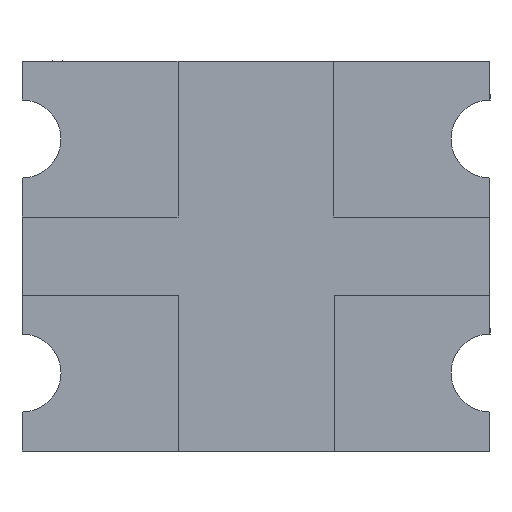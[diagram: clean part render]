
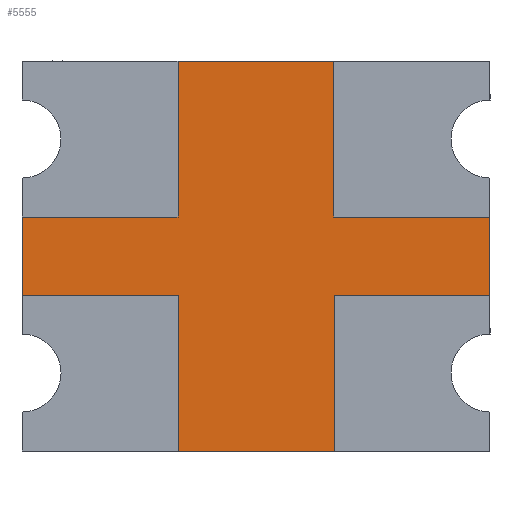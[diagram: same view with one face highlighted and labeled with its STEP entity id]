
A CAD part, front view. The second image highlights one B-rep face of the part: STEP entity #5555.
In plain terms, the highlighted planar face has unit normal (0, -1, 0).
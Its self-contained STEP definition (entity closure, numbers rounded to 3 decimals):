
#5088 = VERTEX_POINT ( 'NONE', #9580 ) ;
#5094 = VERTEX_POINT ( 'NONE', #9633 ) ;
#5096 = EDGE_CURVE ( 'NONE', #5094, #5088, #9632, .T. ) ;
#5476 = ORIENTED_EDGE ( 'NONE', *, *, #5477, .F. ) ;
#5477 = EDGE_CURVE ( 'NONE', #5478, #5563, #10729, .T. ) ;
#5478 = VERTEX_POINT ( 'NONE', #10724 ) ;
#5479 = ORIENTED_EDGE ( 'NONE', *, *, #8340, .F. ) ;
#5526 = EDGE_CURVE ( 'NONE', #5551, #5527, #10962, .T. ) ;
#5527 = VERTEX_POINT ( 'NONE', #10954 ) ;
#5528 = ORIENTED_EDGE ( 'NONE', *, *, #5529, .T. ) ;
#5529 = EDGE_CURVE ( 'NONE', #5527, #5530, #10953, .T. ) ;
#5530 = VERTEX_POINT ( 'NONE', #10947 ) ;
#5531 = ORIENTED_EDGE ( 'NONE', *, *, #5532, .F. ) ;
#5532 = EDGE_CURVE ( 'NONE', #5559, #5530, #10944, .T. ) ;
#5539 = ORIENTED_EDGE ( 'NONE', *, *, #5096, .F. ) ;
#5540 = ORIENTED_EDGE ( 'NONE', *, *, #5541, .T. ) ;
#5541 = EDGE_CURVE ( 'NONE', #5094, #5542, #10982, .T. ) ;
#5542 = VERTEX_POINT ( 'NONE', #10970 ) ;
#5543 = ORIENTED_EDGE ( 'NONE', *, *, #5544, .T. ) ;
#5544 = EDGE_CURVE ( 'NONE', #5542, #5545, #10971, .T. ) ;
#5545 = VERTEX_POINT ( 'NONE', #11072 ) ;
#5546 = ORIENTED_EDGE ( 'NONE', *, *, #5547, .T. ) ;
#5547 = EDGE_CURVE ( 'NONE', #5545, #5548, #11069, .T. ) ;
#5548 = VERTEX_POINT ( 'NONE', #11065 ) ;
#5549 = ORIENTED_EDGE ( 'NONE', *, *, #5550, .F. ) ;
#5550 = EDGE_CURVE ( 'NONE', #5551, #5548, #11063, .T. ) ;
#5551 = VERTEX_POINT ( 'NONE', #11058 ) ;
#5552 = ORIENTED_EDGE ( 'NONE', *, *, #5526, .T. ) ;
#5555 = ADVANCED_FACE ( 'NONE', ( #11046 ), #11130, .F. ) ;
#5556 = EDGE_LOOP ( 'NONE', ( #5557, #5561, #5476, #5479, #5539, #5540, #5543, #5546, #5549, #5552, #5528, #5531 ) ) ;
#5557 = ORIENTED_EDGE ( 'NONE', *, *, #5558, .T. ) ;
#5558 = EDGE_CURVE ( 'NONE', #5559, #5560, #11114, .T. ) ;
#5559 = VERTEX_POINT ( 'NONE', #11107 ) ;
#5560 = VERTEX_POINT ( 'NONE', #11105 ) ;
#5561 = ORIENTED_EDGE ( 'NONE', *, *, #5562, .F. ) ;
#5562 = EDGE_CURVE ( 'NONE', #5563, #5560, #11101, .T. ) ;
#5563 = VERTEX_POINT ( 'NONE', #11094 ) ;
#8340 = EDGE_CURVE ( 'NONE', #5088, #5478, #17453, .T. ) ;
#9580 = CARTESIAN_POINT ( 'NONE',  ( 1.5, -0.25, 1.25 ) ) ;
#9629 = DIRECTION ( 'NONE',  ( 1., 0., 0. ) ) ;
#9630 = VECTOR ( 'NONE', #9629, 1000. ) ;
#9631 = CARTESIAN_POINT ( 'NONE',  ( 0., -0.25, 1.25 ) ) ;
#9632 = LINE ( 'NONE', #9631, #9630 ) ;
#9633 = CARTESIAN_POINT ( 'NONE',  ( -1.5, -0.25, 1.25 ) ) ;
#10724 = CARTESIAN_POINT ( 'NONE',  ( 1.5, -0.25, 1. ) ) ;
#10725 = DIRECTION ( 'NONE',  ( 0., 0., 1. ) ) ;
#10726 = DIRECTION ( 'NONE',  ( 0., -1., 0. ) ) ;
#10727 = CARTESIAN_POINT ( 'NONE',  ( 1.5, -0.25, 0.75 ) ) ;
#10728 = AXIS2_PLACEMENT_3D ( 'NONE', #10727, #10726, #10725 ) ;
#10729 = CIRCLE ( 'NONE', #10728, 0.25 ) ;
#10941 = DIRECTION ( 'NONE',  ( 0., 0., -1. ) ) ;
#10942 = VECTOR ( 'NONE', #10941, 1000. ) ;
#10943 = CARTESIAN_POINT ( 'NONE',  ( 1.5, -0.25, 1.25 ) ) ;
#10944 = LINE ( 'NONE', #10943, #10942 ) ;
#10947 = CARTESIAN_POINT ( 'NONE',  ( 1.5, -0.25, -1.25 ) ) ;
#10949 = DIRECTION ( 'NONE',  ( 1., 0., 0. ) ) ;
#10951 = VECTOR ( 'NONE', #10949, 1000. ) ;
#10952 = CARTESIAN_POINT ( 'NONE',  ( 0., -0.25, -1.25 ) ) ;
#10953 = LINE ( 'NONE', #10952, #10951 ) ;
#10954 = CARTESIAN_POINT ( 'NONE',  ( -1.5, -0.25, -1.25 ) ) ;
#10955 = DIRECTION ( 'NONE',  ( 0., 0., -1. ) ) ;
#10956 = VECTOR ( 'NONE', #10955, 1000. ) ;
#10957 = CARTESIAN_POINT ( 'NONE',  ( -1.5, -0.25, 1.25 ) ) ;
#10962 = LINE ( 'NONE', #10957, #10956 ) ;
#10970 = CARTESIAN_POINT ( 'NONE',  ( -1.5, -0.25, 1. ) ) ;
#10971 = CIRCLE ( 'NONE', #11077, 0.25 ) ;
#10974 = DIRECTION ( 'NONE',  ( 0., 0., -1. ) ) ;
#10975 = VECTOR ( 'NONE', #10974, 1000. ) ;
#10978 = CARTESIAN_POINT ( 'NONE',  ( -1.5, -0.25, 1.25 ) ) ;
#10982 = LINE ( 'NONE', #10978, #10975 ) ;
#11046 = FACE_OUTER_BOUND ( 'NONE', #5556, .T. ) ;
#11058 = CARTESIAN_POINT ( 'NONE',  ( -1.5, -0.25, -1. ) ) ;
#11059 = DIRECTION ( 'NONE',  ( 0., 0., 1. ) ) ;
#11060 = DIRECTION ( 'NONE',  ( 0., -1., 0. ) ) ;
#11061 = CARTESIAN_POINT ( 'NONE',  ( -1.5, -0.25, -0.75 ) ) ;
#11062 = AXIS2_PLACEMENT_3D ( 'NONE', #11061, #11060, #11059 ) ;
#11063 = CIRCLE ( 'NONE', #11062, 0.25 ) ;
#11065 = CARTESIAN_POINT ( 'NONE',  ( -1.5, -0.25, -0.5 ) ) ;
#11066 = DIRECTION ( 'NONE',  ( 0., 0., -1. ) ) ;
#11067 = VECTOR ( 'NONE', #11066, 1000. ) ;
#11068 = CARTESIAN_POINT ( 'NONE',  ( -1.5, -0.25, 1.25 ) ) ;
#11069 = LINE ( 'NONE', #11068, #11067 ) ;
#11072 = CARTESIAN_POINT ( 'NONE',  ( -1.5, -0.25, 0.5 ) ) ;
#11073 = DIRECTION ( 'NONE',  ( 0., 0., 1. ) ) ;
#11074 = DIRECTION ( 'NONE',  ( 0., 1., 0. ) ) ;
#11076 = CARTESIAN_POINT ( 'NONE',  ( -1.5, -0.25, 0.75 ) ) ;
#11077 = AXIS2_PLACEMENT_3D ( 'NONE', #11076, #11074, #11073 ) ;
#11094 = CARTESIAN_POINT ( 'NONE',  ( 1.5, -0.25, 0.5 ) ) ;
#11097 = DIRECTION ( 'NONE',  ( 0., 0., -1. ) ) ;
#11098 = VECTOR ( 'NONE', #11097, 1000. ) ;
#11099 = CARTESIAN_POINT ( 'NONE',  ( 1.5, -0.25, 1.25 ) ) ;
#11101 = LINE ( 'NONE', #11099, #11098 ) ;
#11105 = CARTESIAN_POINT ( 'NONE',  ( 1.5, -0.25, -0.5 ) ) ;
#11107 = CARTESIAN_POINT ( 'NONE',  ( 1.5, -0.25, -1. ) ) ;
#11109 = DIRECTION ( 'NONE',  ( 0., 0., 1. ) ) ;
#11110 = DIRECTION ( 'NONE',  ( 0., 1., 0. ) ) ;
#11112 = AXIS2_PLACEMENT_3D ( 'NONE', #11125, #11110, #11109 ) ;
#11114 = CIRCLE ( 'NONE', #11112, 0.25 ) ;
#11119 = DIRECTION ( 'NONE',  ( 0., 0., 1. ) ) ;
#11121 = DIRECTION ( 'NONE',  ( 0., 1., 0. ) ) ;
#11123 = CARTESIAN_POINT ( 'NONE',  ( 0., -0.25, 1.25 ) ) ;
#11124 = AXIS2_PLACEMENT_3D ( 'NONE', #11123, #11121, #11119 ) ;
#11125 = CARTESIAN_POINT ( 'NONE',  ( 1.5, -0.25, -0.75 ) ) ;
#11130 = PLANE ( 'NONE',  #11124 ) ;
#17450 = DIRECTION ( 'NONE',  ( 0., 0., -1. ) ) ;
#17451 = VECTOR ( 'NONE', #17450, 1000. ) ;
#17452 = CARTESIAN_POINT ( 'NONE',  ( 1.5, -0.25, 1.25 ) ) ;
#17453 = LINE ( 'NONE', #17452, #17451 ) ;
